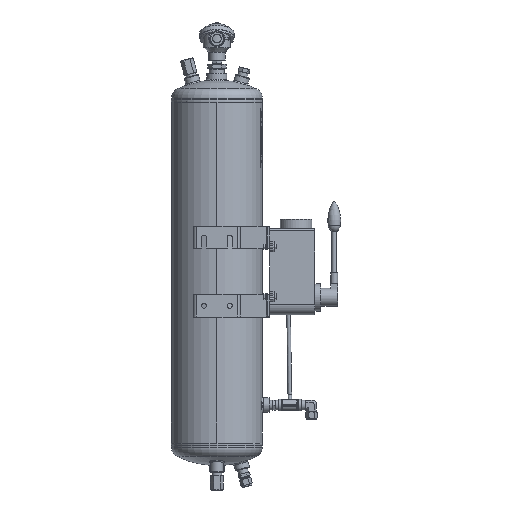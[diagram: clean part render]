
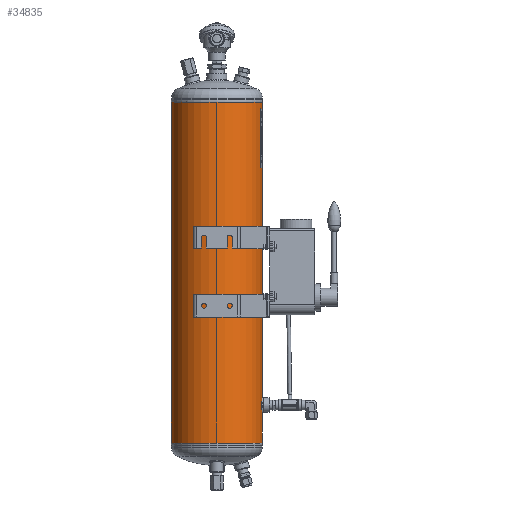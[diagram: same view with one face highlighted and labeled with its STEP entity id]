
A CAD part, left-side view. The second image highlights one B-rep face of the part: STEP entity #34835.
In plain terms, the highlighted cylindrical face has radius 100 mm (diameter 200 mm), a partial arc.
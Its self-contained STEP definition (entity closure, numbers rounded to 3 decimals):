
#2307=B_SPLINE_CURVE_WITH_KNOTS('',3,(#54473,#54474,#54475,#54476,#54477,
#54478,#54479,#54480,#54481,#54482,#54483),.UNSPECIFIED.,.T.,.F.,(1,1,1,
1,1,1,1,1,1,1,1,1,1,1,1),(-0.012,-0.008,-0.004,
0.,0.004,0.008,0.012,0.016,
0.02,0.023,0.027,0.031,
0.035,0.039,0.043),.UNSPECIFIED.);
#2308=B_SPLINE_CURVE_WITH_KNOTS('',3,(#54485,#54486,#54487,#54488,#54489,
#54490,#54491,#54492,#54493,#54494,#54495),.UNSPECIFIED.,.T.,.F.,(1,1,1,
1,1,1,1,1,1,1,1,1,1,1,1),(-0.012,-0.008,-0.004,
0.,0.004,0.008,0.012,0.016,
0.02,0.023,0.027,0.031,
0.035,0.039,0.043),.UNSPECIFIED.);
#2309=B_SPLINE_CURVE_WITH_KNOTS('',3,(#54497,#54498,#54499,#54500,#54501,
#54502,#54503,#54504,#54505,#54506,#54507,#54508,#54509,#54510,#54511,#54512,
#54513,#54514,#54515),.UNSPECIFIED.,.T.,.F.,(1,1,1,1,1,1,1,1,1,1,1,1,1,
1,1,1,1,1,1,1,1,1,1),(-0.018,-0.012,-0.006,
0.,0.006,0.012,0.018,
0.023,0.029,0.035,0.041,
0.047,0.053,0.059,0.065,
0.07,0.076,0.082,0.088,
0.094,0.1,0.106,0.112),
 .UNSPECIFIED.);
#4100=LINE('',#54517,#6302);
#4101=LINE('',#54522,#6303);
#6302=VECTOR('',#45808,1000.);
#6303=VECTOR('',#45811,1000.);
#8509=ORIENTED_EDGE('',*,*,#18685,.T.);
#8510=ORIENTED_EDGE('',*,*,#18686,.T.);
#8511=ORIENTED_EDGE('',*,*,#18687,.T.);
#8512=ORIENTED_EDGE('',*,*,#18688,.T.);
#8513=ORIENTED_EDGE('',*,*,#18689,.T.);
#8514=ORIENTED_EDGE('',*,*,#18690,.F.);
#8515=ORIENTED_EDGE('',*,*,#18691,.F.);
#18685=EDGE_CURVE('',#23773,#23773,#2307,.T.);
#18686=EDGE_CURVE('',#23774,#23774,#2308,.T.);
#18687=EDGE_CURVE('',#23775,#23775,#2309,.T.);
#18688=EDGE_CURVE('',#23776,#23777,#4100,.T.);
#18689=EDGE_CURVE('',#23777,#23778,#27375,.T.);
#18690=EDGE_CURVE('',#23779,#23778,#4101,.T.);
#18691=EDGE_CURVE('',#23776,#23779,#27376,.T.);
#23773=VERTEX_POINT('',#54484);
#23774=VERTEX_POINT('',#54496);
#23775=VERTEX_POINT('',#54516);
#23776=VERTEX_POINT('',#54518);
#23777=VERTEX_POINT('',#54519);
#23778=VERTEX_POINT('',#54521);
#23779=VERTEX_POINT('',#54523);
#27375=CIRCLE('',#42591,100.);
#27376=CIRCLE('',#42592,100.);
#28436=EDGE_LOOP('',(#8509));
#28437=EDGE_LOOP('',(#8510));
#28438=EDGE_LOOP('',(#8511));
#28439=EDGE_LOOP('',(#8512,#8513,#8514,#8515));
#31370=FACE_BOUND('',#28436,.T.);
#31371=FACE_BOUND('',#28437,.T.);
#31372=FACE_BOUND('',#28438,.T.);
#31373=FACE_BOUND('',#28439,.T.);
#34302=CYLINDRICAL_SURFACE('',#42590,100.);
#34835=ADVANCED_FACE('',(#31370,#31371,#31372,#31373),#34302,.T.);
#42590=AXIS2_PLACEMENT_3D('',#54472,#45806,#45807);
#42591=AXIS2_PLACEMENT_3D('',#54520,#45809,#45810);
#42592=AXIS2_PLACEMENT_3D('',#54524,#45812,#45813);
#45806=DIRECTION('',(0.,-1.,0.));
#45807=DIRECTION('',(0.,0.,-1.));
#45808=DIRECTION('',(0.,-1.,0.));
#45809=DIRECTION('',(0.,1.,0.));
#45810=DIRECTION('',(1.,0.,0.));
#45811=DIRECTION('',(0.,-1.,0.));
#45812=DIRECTION('',(0.,1.,0.));
#45813=DIRECTION('',(1.,0.,0.));
#54472=CARTESIAN_POINT('',(0.,750.,0.));
#54473=CARTESIAN_POINT('',(-3.915,48.922,-99.938));
#54474=CARTESIAN_POINT('',(-5.542,44.999,-99.844));
#54475=CARTESIAN_POINT('',(-3.916,41.082,-99.938));
#54476=CARTESIAN_POINT('',(-0.004,39.46,-100.031));
#54477=CARTESIAN_POINT('',(3.917,41.079,-99.938));
#54478=CARTESIAN_POINT('',(5.54,44.999,-99.844));
#54479=CARTESIAN_POINT('',(3.922,48.913,-99.937));
#54480=CARTESIAN_POINT('',(0.006,50.541,-100.031));
#54481=CARTESIAN_POINT('',(-3.915,48.922,-99.938));
#54482=CARTESIAN_POINT('',(-5.542,44.999,-99.844));
#54483=CARTESIAN_POINT('',(-3.916,41.082,-99.938));
#54484=CARTESIAN_POINT('',(-5.,45.,-99.875));
#54485=CARTESIAN_POINT('',(-3.915,158.922,-99.938));
#54486=CARTESIAN_POINT('',(-5.542,154.999,-99.844));
#54487=CARTESIAN_POINT('',(-3.916,151.082,-99.938));
#54488=CARTESIAN_POINT('',(-0.004,149.46,-100.031));
#54489=CARTESIAN_POINT('',(3.917,151.079,-99.938));
#54490=CARTESIAN_POINT('',(5.54,154.999,-99.844));
#54491=CARTESIAN_POINT('',(3.922,158.913,-99.937));
#54492=CARTESIAN_POINT('',(0.006,160.541,-100.031));
#54493=CARTESIAN_POINT('',(-3.915,158.922,-99.938));
#54494=CARTESIAN_POINT('',(-5.542,154.999,-99.844));
#54495=CARTESIAN_POINT('',(-3.916,151.082,-99.938));
#54496=CARTESIAN_POINT('',(-5.,155.,-99.875));
#54497=CARTESIAN_POINT('',(-98.994,672.42,14.208));
#54498=CARTESIAN_POINT('',(-98.806,666.495,15.395));
#54499=CARTESIAN_POINT('',(-98.993,660.6,14.214));
#54500=CARTESIAN_POINT('',(-99.436,655.617,10.88));
#54501=CARTESIAN_POINT('',(-99.878,652.286,5.9));
#54502=CARTESIAN_POINT('',(-100.061,651.109,0.009));
#54503=CARTESIAN_POINT('',(-99.879,652.279,-5.887));
#54504=CARTESIAN_POINT('',(-99.437,655.615,-10.879));
#54505=CARTESIAN_POINT('',(-98.992,660.601,-14.215));
#54506=CARTESIAN_POINT('',(-98.807,666.494,-15.391));
#54507=CARTESIAN_POINT('',(-98.992,672.387,-14.219));
#54508=CARTESIAN_POINT('',(-99.435,677.371,-10.892));
#54509=CARTESIAN_POINT('',(-99.877,680.709,-5.914));
#54510=CARTESIAN_POINT('',(-100.061,681.893,-0.013));
#54511=CARTESIAN_POINT('',(-99.878,680.72,5.889));
#54512=CARTESIAN_POINT('',(-99.437,677.387,10.874));
#54513=CARTESIAN_POINT('',(-98.994,672.42,14.208));
#54514=CARTESIAN_POINT('',(-98.806,666.495,15.395));
#54515=CARTESIAN_POINT('',(-98.993,660.6,14.214));
#54516=CARTESIAN_POINT('',(-98.869,666.5,15.));
#54517=CARTESIAN_POINT('',(0.254,801.561,100.));
#54518=CARTESIAN_POINT('',(0.254,750.,100.));
#54519=CARTESIAN_POINT('',(0.254,0.,100.));
#54520=CARTESIAN_POINT('',(0.,0.,0.));
#54521=CARTESIAN_POINT('',(-0.254,0.,100.));
#54522=CARTESIAN_POINT('',(-0.254,801.561,100.));
#54523=CARTESIAN_POINT('',(-0.254,750.,100.));
#54524=CARTESIAN_POINT('',(0.,750.,0.));
